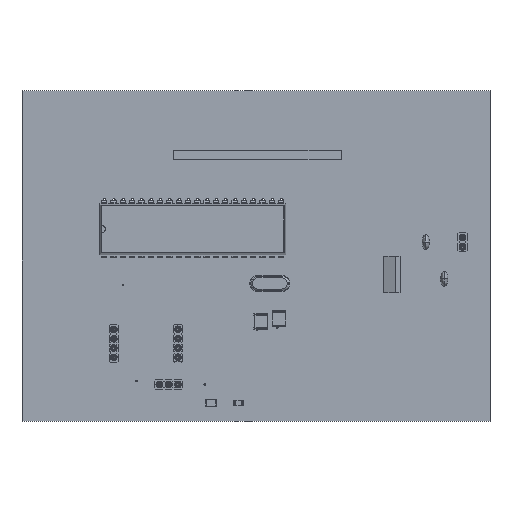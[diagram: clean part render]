
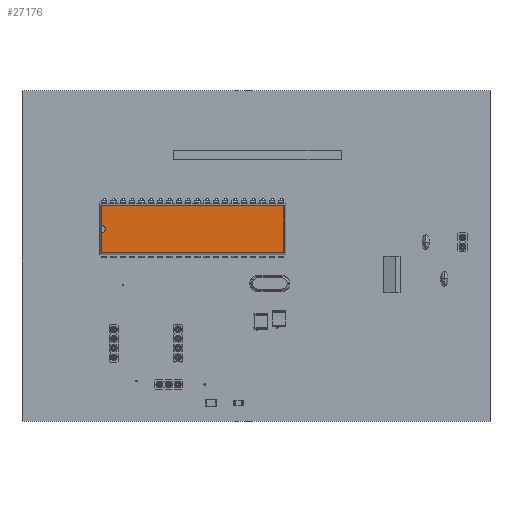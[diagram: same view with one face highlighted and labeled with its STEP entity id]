
A CAD part, top view. The second image highlights one B-rep face of the part: STEP entity #27176.
In plain terms, the highlighted face is planar.
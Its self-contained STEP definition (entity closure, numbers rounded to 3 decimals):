
#25350 = VERTEX_POINT('',#25351);
#25351 = CARTESIAN_POINT('',(1.,6.5,-24.783));
#25370 = EDGE_CURVE('',#25371,#25350,#25373,.T.);
#25371 = VERTEX_POINT('',#25372);
#25372 = CARTESIAN_POINT('',(0.,6.5,-23.783));
#25373 = CIRCLE('',#25374,1.);
#25374 = AXIS2_PLACEMENT_3D('',#25375,#25376,#25377);
#25375 = CARTESIAN_POINT('',(0.,6.5,-24.783));
#25376 = DIRECTION('',(0.,1.,0.));
#25377 = DIRECTION('',(0.,0.,1.));
#27005 = VERTEX_POINT('',#27006);
#27006 = CARTESIAN_POINT('',(-1.,6.5,-24.783));
#27034 = VERTEX_POINT('',#27035);
#27035 = CARTESIAN_POINT('',(-6.368,6.5,-24.783));
#27042 = EDGE_CURVE('',#27005,#27034,#27043,.T.);
#27043 = LINE('',#27044,#27045);
#27044 = CARTESIAN_POINT('',(-6.452,6.5,-24.783));
#27045 = VECTOR('',#27046,1.);
#27046 = DIRECTION('',(-1.,0.,0.));
#27176 = ADVANCED_FACE('',(#27177),#27218,.F.);
#27177 = FACE_BOUND('',#27178,.T.);
#27178 = EDGE_LOOP('',(#27179,#27187,#27188,#27195,#27196,#27204,#27212)
  );
#27179 = ORIENTED_EDGE('',*,*,#27180,.T.);
#27180 = EDGE_CURVE('',#27181,#25350,#27183,.T.);
#27181 = VERTEX_POINT('',#27182);
#27182 = CARTESIAN_POINT('',(6.368,6.5,-24.783));
#27183 = LINE('',#27184,#27185);
#27184 = CARTESIAN_POINT('',(-6.452,6.5,-24.783));
#27185 = VECTOR('',#27186,1.);
#27186 = DIRECTION('',(-1.,0.,0.));
#27187 = ORIENTED_EDGE('',*,*,#25370,.F.);
#27188 = ORIENTED_EDGE('',*,*,#27189,.F.);
#27189 = EDGE_CURVE('',#27005,#25371,#27190,.T.);
#27190 = CIRCLE('',#27191,1.);
#27191 = AXIS2_PLACEMENT_3D('',#27192,#27193,#27194);
#27192 = CARTESIAN_POINT('',(0.,6.5,-24.783));
#27193 = DIRECTION('',(0.,1.,0.));
#27194 = DIRECTION('',(0.,0.,1.));
#27195 = ORIENTED_EDGE('',*,*,#27042,.T.);
#27196 = ORIENTED_EDGE('',*,*,#27197,.T.);
#27197 = EDGE_CURVE('',#27034,#27198,#27200,.T.);
#27198 = VERTEX_POINT('',#27199);
#27199 = CARTESIAN_POINT('',(-6.368,6.5,24.783));
#27200 = LINE('',#27201,#27202);
#27201 = CARTESIAN_POINT('',(-6.368,6.5,24.867));
#27202 = VECTOR('',#27203,1.);
#27203 = DIRECTION('',(0.,0.,1.));
#27204 = ORIENTED_EDGE('',*,*,#27205,.T.);
#27205 = EDGE_CURVE('',#27198,#27206,#27208,.T.);
#27206 = VERTEX_POINT('',#27207);
#27207 = CARTESIAN_POINT('',(6.368,6.5,24.783));
#27208 = LINE('',#27209,#27210);
#27209 = CARTESIAN_POINT('',(6.452,6.5,24.783));
#27210 = VECTOR('',#27211,1.);
#27211 = DIRECTION('',(1.,0.,0.));
#27212 = ORIENTED_EDGE('',*,*,#27213,.T.);
#27213 = EDGE_CURVE('',#27206,#27181,#27214,.T.);
#27214 = LINE('',#27215,#27216);
#27215 = CARTESIAN_POINT('',(6.368,6.5,-24.867));
#27216 = VECTOR('',#27217,1.);
#27217 = DIRECTION('',(0.,0.,-1.));
#27218 = PLANE('',#27219);
#27219 = AXIS2_PLACEMENT_3D('',#27220,#27221,#27222);
#27220 = CARTESIAN_POINT('',(-6.985,6.5,-25.4));
#27221 = DIRECTION('',(0.,-1.,0.));
#27222 = DIRECTION('',(0.,0.,-1.));
